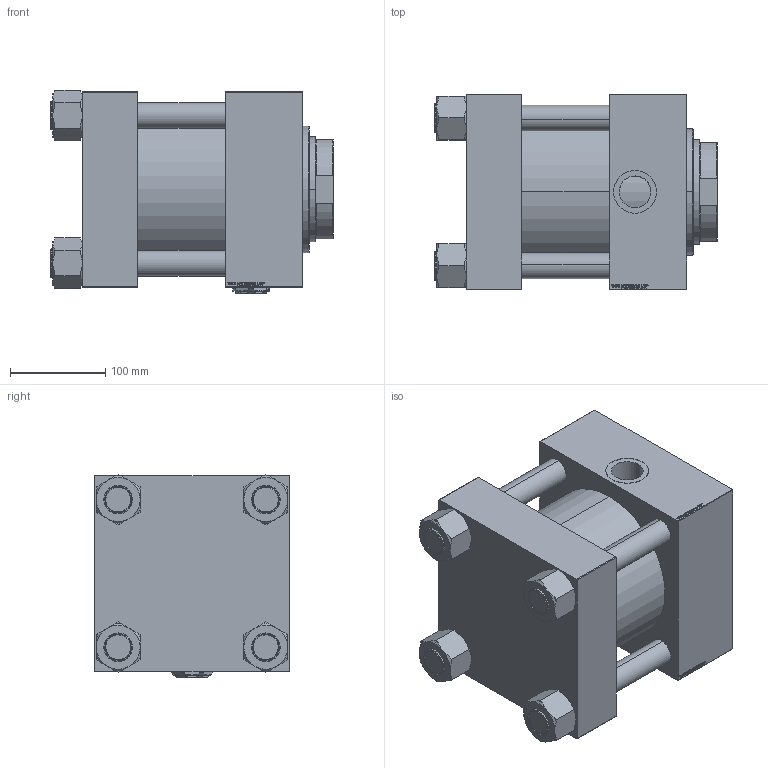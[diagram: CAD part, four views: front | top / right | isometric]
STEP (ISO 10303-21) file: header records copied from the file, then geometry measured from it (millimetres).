
FILE_DESCRIPTION (( 'STEP AP203' ), '1' );
FILE_NAME ('ac5f.STEP', '2024-01-05T09:14:19', ( '' ), ( '' ), 'SwSTEP 2.0', 'SolidWorks 2019', '' );
FILE_SCHEMA (( 'CONFIG_CONTROL_DESIGN' ));
Length unit declared in the file: millimetre
Products named in the file (7): NUT_M5_C 8debfe91591bfef0efbad04bc6960fae; ac5f; Zatka_pro_OIL_PORT 8debfe91591bfef0efbad04bc6960fae; V215_VC_A 8debfe91591bfef0efbad04bc6960fae; V215CR_C_TYCINKA 8debfe91591bfef0efbad04bc6960fae; V215CR_C_Body 8debfe91591bfef0efbad04bc6960fae; V215CR_VCP_C 8debfe91591bfef0efbad04bc6960fae
Assembly tree (12 placements, depth 2):
  ac5f
    V215CR_C_Body 8debfe91591bfef0efbad04bc6960fae
    V215CR_VCP_C 8debfe91591bfef0efbad04bc6960fae
    NUT_M5_C 8debfe91591bfef0efbad04bc6960fae  x4
    V215CR_C_TYCINKA 8debfe91591bfef0efbad04bc6960fae  x4
    V215_VC_A 8debfe91591bfef0efbad04bc6960fae
    Zatka_pro_OIL_PORT 8debfe91591bfef0efbad04bc6960fae
Bounding box: 296 x 205 x 213.57 mm (x, y, z)
Volume: 7620313.1 mm3; surface area: 726438.3 mm2
Topology: 12 solids, 12 shells, 1244 faces, 3142 edges, 2041 vertices
Faces by surface type: plane 597, bspline 392, cone 156, cylinder 91, torus 8
Entity records: 52519 total; most frequent: CARTESIAN_POINT 27899, ORIENTED_EDGE 5548, DIRECTION 3582, EDGE_CURVE 2774, VERTEX_POINT 1819, VECTOR 1642, LINE 1642, EDGE_LOOP 1221
